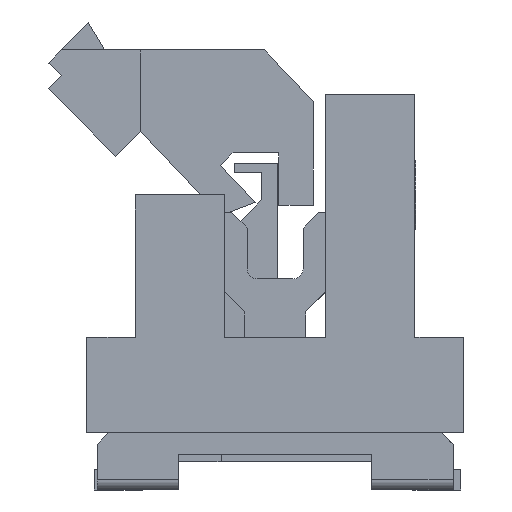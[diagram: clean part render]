
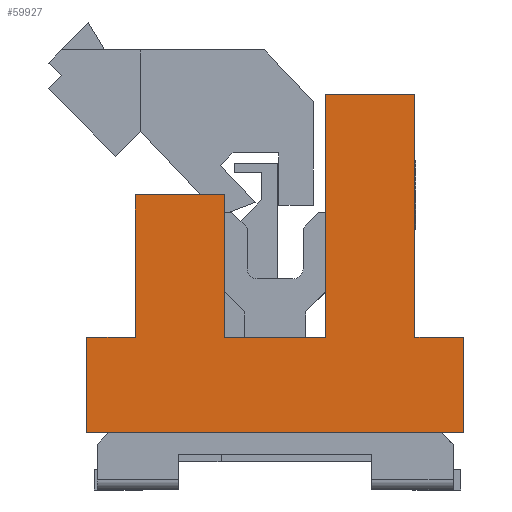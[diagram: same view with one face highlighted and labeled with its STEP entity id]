
A CAD part, left-side view. The second image highlights one B-rep face of the part: STEP entity #59927.
In plain terms, the highlighted planar face has unit normal (-1, 0, 0).
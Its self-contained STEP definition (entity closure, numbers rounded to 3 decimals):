
#1002 = LINE ( 'NONE', #19983, #59495 ) ;
#3391 = LINE ( 'NONE', #67723, #43770 ) ;
#3558 = CARTESIAN_POINT ( 'NONE',  ( -11.4, 1.675, 0.566 ) ) ;
#4295 = VERTEX_POINT ( 'NONE', #34934 ) ;
#6013 = CARTESIAN_POINT ( 'NONE',  ( -11.4, -1.55, 1.5 ) ) ;
#7273 = ORIENTED_EDGE ( 'NONE', *, *, #58215, .T. ) ;
#10136 = CARTESIAN_POINT ( 'NONE',  ( -11.4, -2.025, 1.5 ) ) ;
#13205 = DIRECTION ( 'NONE',  ( 0., 0., 1. ) ) ;
#13826 = DIRECTION ( 'NONE',  ( 0., 1., 0. ) ) ;
#13849 = VERTEX_POINT ( 'NONE', #65828 ) ;
#14502 = LINE ( 'NONE', #39692, #23665 ) ;
#14633 = EDGE_CURVE ( 'NONE', #75212, #18260, #40744, .T. ) ;
#14770 = LINE ( 'NONE', #77938, #39698 ) ;
#15186 = FACE_OUTER_BOUND ( 'NONE', #17324, .T. ) ;
#15564 = ORIENTED_EDGE ( 'NONE', *, *, #14633, .T. ) ;
#15571 = DIRECTION ( 'NONE',  ( -1., 0., 0. ) ) ;
#15627 = VECTOR ( 'NONE', #41890, 1000. ) ;
#16563 = DIRECTION ( 'NONE',  ( 0., 1., 0. ) ) ;
#16860 = EDGE_CURVE ( 'NONE', #73380, #47623, #44174, .T. ) ;
#17324 = EDGE_LOOP ( 'NONE', ( #23792, #76656, #57548, #7273, #21382, #56150, #71381, #31346, #44557, #15564, #34418, #77038 ) ) ;
#17785 = VECTOR ( 'NONE', #65945, 1000. ) ;
#17885 = CARTESIAN_POINT ( 'NONE',  ( -11.4, -1.55, 3.889 ) ) ;
#18260 = VERTEX_POINT ( 'NONE', #65899 ) ;
#19775 = EDGE_CURVE ( 'NONE', #80258, #13849, #3391, .T. ) ;
#19983 = CARTESIAN_POINT ( 'NONE',  ( -11.4, -2.025, 1.5 ) ) ;
#21382 = ORIENTED_EDGE ( 'NONE', *, *, #42616, .T. ) ;
#21690 = CARTESIAN_POINT ( 'NONE',  ( -11.4, 1.2, 2.9 ) ) ;
#23450 = EDGE_CURVE ( 'NONE', #33291, #73380, #14502, .T. ) ;
#23665 = VECTOR ( 'NONE', #64886, 1000. ) ;
#23792 = ORIENTED_EDGE ( 'NONE', *, *, #16860, .T. ) ;
#24033 = VECTOR ( 'NONE', #46519, 1000. ) ;
#25572 = CARTESIAN_POINT ( 'NONE',  ( -11.4, -2.025, 0.566 ) ) ;
#26800 = VECTOR ( 'NONE', #16563, 1000. ) ;
#27101 = CARTESIAN_POINT ( 'NONE',  ( -11.4, 0.325, 2.9 ) ) ;
#27113 = CARTESIAN_POINT ( 'NONE',  ( -11.4, 0.325, 1.5 ) ) ;
#28388 = DIRECTION ( 'NONE',  ( 0., 0., -1. ) ) ;
#29075 = VERTEX_POINT ( 'NONE', #81116 ) ;
#30133 = CARTESIAN_POINT ( 'NONE',  ( -11.4, -1.55, 3.889 ) ) ;
#31346 = ORIENTED_EDGE ( 'NONE', *, *, #62216, .T. ) ;
#33291 = VERTEX_POINT ( 'NONE', #3558 ) ;
#33328 = EDGE_CURVE ( 'NONE', #29075, #75212, #59610, .T. ) ;
#34418 = ORIENTED_EDGE ( 'NONE', *, *, #67824, .T. ) ;
#34934 = CARTESIAN_POINT ( 'NONE',  ( -11.4, -0.675, 3.889 ) ) ;
#36746 = LINE ( 'NONE', #30133, #26800 ) ;
#37004 = VECTOR ( 'NONE', #13205, 1000. ) ;
#39692 = CARTESIAN_POINT ( 'NONE',  ( -11.4, 1.675, 0.566 ) ) ;
#39698 = VECTOR ( 'NONE', #28388, 1000. ) ;
#40741 = DIRECTION ( 'NONE',  ( 0., 0., 1. ) ) ;
#40744 = LINE ( 'NONE', #77522, #17785 ) ;
#41117 = LINE ( 'NONE', #27113, #24033 ) ;
#41890 = DIRECTION ( 'NONE',  ( 0., 0., -1. ) ) ;
#42046 = DIRECTION ( 'NONE',  ( 0., 0., -1. ) ) ;
#42304 = LINE ( 'NONE', #6013, #64874 ) ;
#42616 = EDGE_CURVE ( 'NONE', #4295, #80258, #74191, .T. ) ;
#42847 = EDGE_CURVE ( 'NONE', #13849, #55606, #41117, .T. ) ;
#43126 = CARTESIAN_POINT ( 'NONE',  ( -11.4, -1.55, 1.5 ) ) ;
#43770 = VECTOR ( 'NONE', #78848, 1000. ) ;
#44174 = LINE ( 'NONE', #25572, #37004 ) ;
#44354 = DIRECTION ( 'NONE',  ( 0., 0., 1. ) ) ;
#44473 = DIRECTION ( 'NONE',  ( 0., 1., 0. ) ) ;
#44557 = ORIENTED_EDGE ( 'NONE', *, *, #33328, .T. ) ;
#44866 = LINE ( 'NONE', #27101, #67127 ) ;
#46519 = DIRECTION ( 'NONE',  ( 0., 0., 1. ) ) ;
#46961 = CARTESIAN_POINT ( 'NONE',  ( -11.4, 0., 0. ) ) ;
#47623 = VERTEX_POINT ( 'NONE', #10136 ) ;
#51878 = CARTESIAN_POINT ( 'NONE',  ( -11.4, -0.675, 1.5 ) ) ;
#52030 = EDGE_CURVE ( 'NONE', #47623, #73132, #1002, .T. ) ;
#52978 = VERTEX_POINT ( 'NONE', #17885 ) ;
#53789 = CARTESIAN_POINT ( 'NONE',  ( -11.4, -2.025, 0.566 ) ) ;
#55606 = VERTEX_POINT ( 'NONE', #66436 ) ;
#55618 = CARTESIAN_POINT ( 'NONE',  ( -11.4, -0.675, 3.889 ) ) ;
#56150 = ORIENTED_EDGE ( 'NONE', *, *, #19775, .T. ) ;
#57548 = ORIENTED_EDGE ( 'NONE', *, *, #68246, .T. ) ;
#58215 = EDGE_CURVE ( 'NONE', #52978, #4295, #36746, .T. ) ;
#58639 = CARTESIAN_POINT ( 'NONE',  ( -11.4, 1.2, 1.5 ) ) ;
#59495 = VECTOR ( 'NONE', #13826, 1000. ) ;
#59610 = LINE ( 'NONE', #21690, #15627 ) ;
#59927 = ADVANCED_FACE ( 'NONE', ( #15186 ), #60545, .T. ) ;
#60545 = PLANE ( 'NONE',  #66796 ) ;
#62216 = EDGE_CURVE ( 'NONE', #55606, #29075, #44866, .T. ) ;
#64874 = VECTOR ( 'NONE', #44354, 1000. ) ;
#64886 = DIRECTION ( 'NONE',  ( 0., -1., 0. ) ) ;
#65828 = CARTESIAN_POINT ( 'NONE',  ( -11.4, 0.325, 1.5 ) ) ;
#65899 = CARTESIAN_POINT ( 'NONE',  ( -11.4, 1.675, 1.5 ) ) ;
#65945 = DIRECTION ( 'NONE',  ( 0., 1., 0. ) ) ;
#66436 = CARTESIAN_POINT ( 'NONE',  ( -11.4, 0.325, 2.9 ) ) ;
#66796 = AXIS2_PLACEMENT_3D ( 'NONE', #46961, #15571, #40741 ) ;
#67127 = VECTOR ( 'NONE', #44473, 1000. ) ;
#67723 = CARTESIAN_POINT ( 'NONE',  ( -11.4, -0.675, 1.5 ) ) ;
#67824 = EDGE_CURVE ( 'NONE', #18260, #33291, #14770, .T. ) ;
#68246 = EDGE_CURVE ( 'NONE', #73132, #52978, #42304, .T. ) ;
#71381 = ORIENTED_EDGE ( 'NONE', *, *, #42847, .T. ) ;
#72842 = VECTOR ( 'NONE', #42046, 1000. ) ;
#73132 = VERTEX_POINT ( 'NONE', #43126 ) ;
#73380 = VERTEX_POINT ( 'NONE', #53789 ) ;
#74191 = LINE ( 'NONE', #55618, #72842 ) ;
#75212 = VERTEX_POINT ( 'NONE', #58639 ) ;
#76656 = ORIENTED_EDGE ( 'NONE', *, *, #52030, .T. ) ;
#77038 = ORIENTED_EDGE ( 'NONE', *, *, #23450, .T. ) ;
#77522 = CARTESIAN_POINT ( 'NONE',  ( -11.4, 1.2, 1.5 ) ) ;
#77938 = CARTESIAN_POINT ( 'NONE',  ( -11.4, 1.675, 1.5 ) ) ;
#78848 = DIRECTION ( 'NONE',  ( 0., 1., 0. ) ) ;
#80258 = VERTEX_POINT ( 'NONE', #51878 ) ;
#81116 = CARTESIAN_POINT ( 'NONE',  ( -11.4, 1.2, 2.9 ) ) ;
